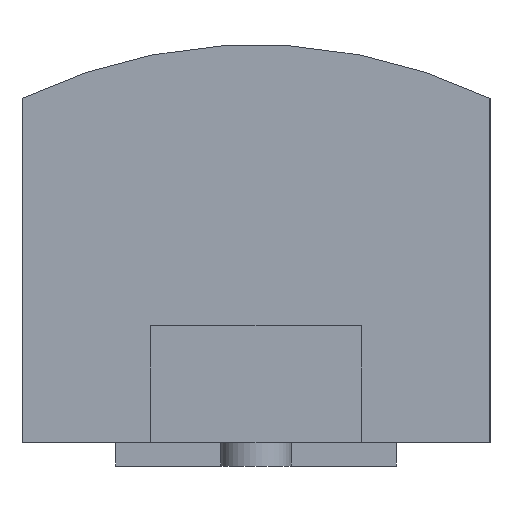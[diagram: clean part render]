
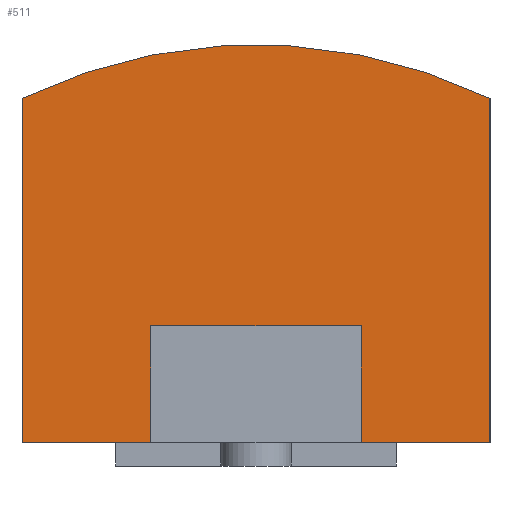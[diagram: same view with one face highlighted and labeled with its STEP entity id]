
A CAD part, front view. The second image highlights one B-rep face of the part: STEP entity #511.
In plain terms, the highlighted planar face has unit normal (0, -1, 0).
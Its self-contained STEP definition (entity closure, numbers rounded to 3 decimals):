
#43=CIRCLE('',#608,115.153);
#169=ORIENTED_EDGE('',*,*,#225,.F.);
#170=ORIENTED_EDGE('',*,*,#235,.F.);
#171=ORIENTED_EDGE('',*,*,#232,.F.);
#172=ORIENTED_EDGE('',*,*,#229,.F.);
#225=EDGE_CURVE('',#273,#274,#325,.T.);
#229=EDGE_CURVE('',#274,#277,#43,.T.);
#232=EDGE_CURVE('',#277,#279,#330,.T.);
#235=EDGE_CURVE('',#279,#273,#333,.T.);
#273=VERTEX_POINT('',#865);
#274=VERTEX_POINT('',#866);
#277=VERTEX_POINT('',#874);
#279=VERTEX_POINT('',#880);
#325=LINE('',#864,#379);
#330=LINE('',#879,#384);
#333=LINE('',#885,#387);
#379=VECTOR('',#725,1000.);
#384=VECTOR('',#738,1000.);
#387=VECTOR('',#743,1000.);
#424=EDGE_LOOP('',(#169,#170,#171,#172));
#460=FACE_BOUND('',#424,.T.);
#483=PLANE('',#613);
#511=ADVANCED_FACE('',(#460),#483,.F.);
#608=AXIS2_PLACEMENT_3D('',#873,#731,#732);
#613=AXIS2_PLACEMENT_3D('',#888,#747,#748);
#725=DIRECTION('',(0.,0.,1.));
#731=DIRECTION('',(0.,1.,0.));
#732=DIRECTION('',(1.,0.,0.));
#738=DIRECTION('',(0.,0.,-1.));
#743=DIRECTION('',(-1.,0.,0.));
#747=DIRECTION('',(0.,1.,0.));
#748=DIRECTION('',(0.,0.,1.));
#864=CARTESIAN_POINT('',(-50.,0.,31.078));
#865=CARTESIAN_POINT('',(-50.,0.,-42.5));
#866=CARTESIAN_POINT('',(-50.,0.,31.078));
#873=CARTESIAN_POINT('',(0.,0.,-72.653));
#874=CARTESIAN_POINT('',(50.,0.,31.078));
#879=CARTESIAN_POINT('',(50.,0.,-42.5));
#880=CARTESIAN_POINT('',(50.,0.,-42.5));
#885=CARTESIAN_POINT('',(-50.,0.,-42.5));
#888=CARTESIAN_POINT('',(0.,0.,-72.653));
